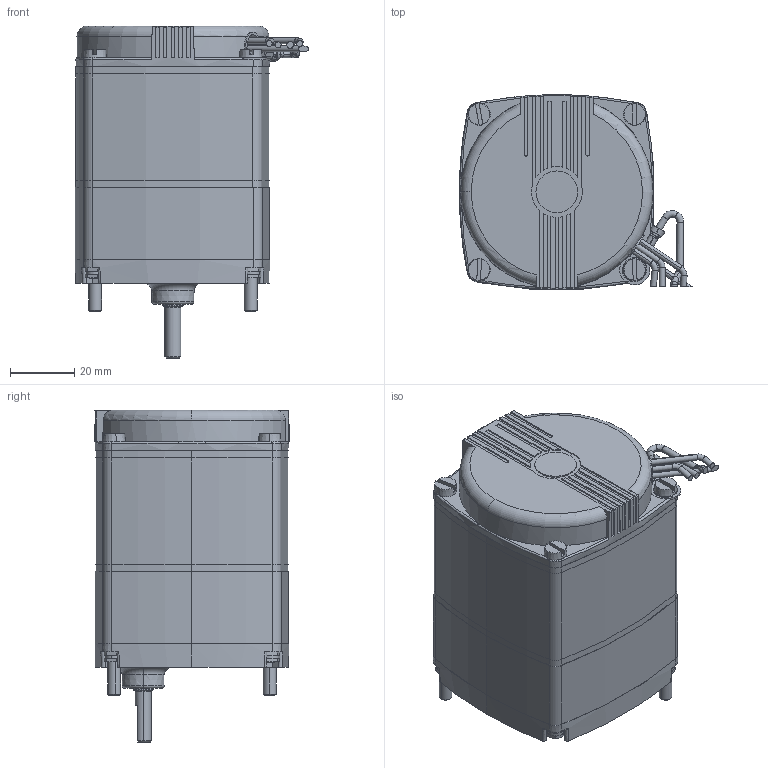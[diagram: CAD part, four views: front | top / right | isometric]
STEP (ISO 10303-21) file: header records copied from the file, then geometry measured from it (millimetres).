
FILE_DESCRIPTION (( 'STEP AP203' ), '1' );
FILE_NAME ('INFM0294.STEP', '2015-09-23T19:35:22', ( 'admin' ), ( '' ), 'SwSTEP 2.0', 'SolidWorks 2014', '' );
FILE_SCHEMA (( 'CONFIG_CONTROL_DESIGN' ));
Length unit declared in the file: inch
Products named in the file (1): INFM0294
Bounding box: 72.42 x 60.22 x 102.97 mm (x, y, z)
Volume: 265733 mm3; surface area: 54656.4 mm2
Topology: 19 solids, 19 shells, 682 faces, 1669 edges, 1008 vertices
Faces by surface type: plane 298, cylinder 175, bspline 89, cone 85, torus 35
Entity records: 22055 total; most frequent: CARTESIAN_POINT 6701, ORIENTED_EDGE 3290, DIRECTION 3012, EDGE_CURVE 1645, AXIS2_PLACEMENT_3D 1155, VERTEX_POINT 1008, EDGE_LOOP 735, VECTOR 702
